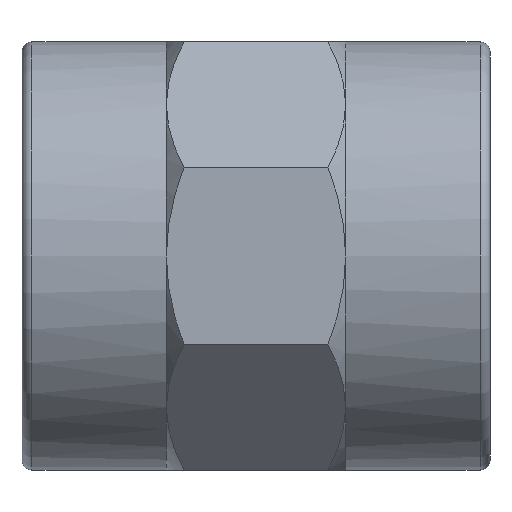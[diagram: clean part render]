
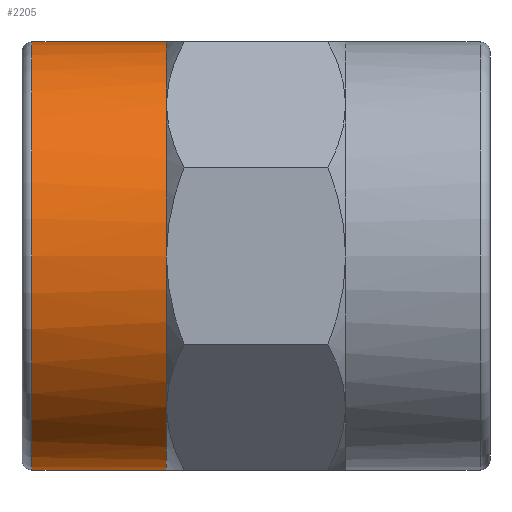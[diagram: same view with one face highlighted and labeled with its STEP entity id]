
A CAD part, front view. The second image highlights one B-rep face of the part: STEP entity #2205.
In plain terms, the highlighted cylindrical face has radius 21.5 mm (diameter 43 mm), a partial arc.
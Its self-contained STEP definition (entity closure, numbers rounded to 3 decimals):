
#70 = CARTESIAN_POINT ( 'NONE',  ( 1., 0., 0. ) ) ;
#71 = DIRECTION ( 'NONE',  ( 1., 0., 0. ) ) ;
#72 = DIRECTION ( 'NONE',  ( 0., 0., 1. ) ) ;
#73 = CARTESIAN_POINT ( 'NONE',  ( 14.5, 0., 0. ) ) ;
#74 = DIRECTION ( 'NONE',  ( 1., 0., 0. ) ) ;
#75 = DIRECTION ( 'NONE',  ( 0., 0., -1. ) ) ;
#76 = CARTESIAN_POINT ( 'NONE',  ( 14.5, 0., 0. ) ) ;
#77 = DIRECTION ( 'NONE',  ( 1., 0., 0. ) ) ;
#78 = DIRECTION ( 'NONE',  ( 0., 0., -1. ) ) ;
#79 = CARTESIAN_POINT ( 'NONE',  ( 14.5, 0., 0. ) ) ;
#80 = DIRECTION ( 'NONE',  ( 1., 0., 0. ) ) ;
#81 = DIRECTION ( 'NONE',  ( 0., 0., -1. ) ) ;
#82 = CARTESIAN_POINT ( 'NONE',  ( 14.5, 0., 0. ) ) ;
#83 = DIRECTION ( 'NONE',  ( 1., 0., 0. ) ) ;
#84 = DIRECTION ( 'NONE',  ( 0., 0., -1. ) ) ;
#2103 = EDGE_CURVE ( 'NONE', #10795, #10805, #11119, .T. ) ;
#2104 = EDGE_CURVE ( 'NONE', #10545, #10817, #11118, .T. ) ;
#2105 = EDGE_CURVE ( 'NONE', #10542, #10545, #11126, .T. ) ;
#2106 = EDGE_CURVE ( 'NONE', #10540, #10542, #11130, .T. ) ;
#2107 = EDGE_CURVE ( 'NONE', #10797, #10540, #11131, .T. ) ;
#2205 = ADVANCED_FACE ( 'NONE', ( #8770 ), #8772, .T. ) ;
#2210 = EDGE_CURVE ( 'NONE', #10795, #10797, #8795, .T. ) ;
#2216 = EDGE_CURVE ( 'NONE', #10805, #10817, #8810, .T. ) ;
#5276 = VECTOR ( 'NONE', #8797, 1000. ) ;
#5289 = AXIS2_PLACEMENT_3D ( 'NONE', #8771, #8767, #8773 ) ;
#5299 = VECTOR ( 'NONE', #8815, 1000. ) ;
#8767 = DIRECTION ( 'NONE',  ( 1., 0., 0. ) ) ;
#8770 = FACE_OUTER_BOUND ( 'NONE', #10373, .T. ) ;
#8771 = CARTESIAN_POINT ( 'NONE',  ( 0., 0., 0. ) ) ;
#8772 = CYLINDRICAL_SURFACE ( 'NONE', #5289, 21.5 ) ;
#8773 = DIRECTION ( 'NONE',  ( 0., 0., -1. ) ) ;
#8795 = LINE ( 'NONE', #8796, #5276 ) ;
#8796 = CARTESIAN_POINT ( 'NONE',  ( 0., 0., 21.5 ) ) ;
#8797 = DIRECTION ( 'NONE',  ( 1., 0., 0. ) ) ;
#8810 = LINE ( 'NONE', #8814, #5299 ) ;
#8814 = CARTESIAN_POINT ( 'NONE',  ( 0., 0., -21.5 ) ) ;
#8815 = DIRECTION ( 'NONE',  ( 1., 0., 0. ) ) ;
#9420 = CARTESIAN_POINT ( 'NONE',  ( 1., 0., 21.5 ) ) ;
#9504 = CARTESIAN_POINT ( 'NONE',  ( 1., 0., -21.5 ) ) ;
#9528 = CARTESIAN_POINT ( 'NONE',  ( 14.5, -15.203, 15.203 ) ) ;
#9530 = CARTESIAN_POINT ( 'NONE',  ( 14.5, -21.5, 0. ) ) ;
#9533 = CARTESIAN_POINT ( 'NONE',  ( 14.5, -15.203, -15.203 ) ) ;
#9544 = CARTESIAN_POINT ( 'NONE',  ( 14.5, 0., 21.5 ) ) ;
#9561 = CARTESIAN_POINT ( 'NONE',  ( 14.5, 0., -21.5 ) ) ;
#10373 = EDGE_LOOP ( 'NONE', ( #10653, #10654, #10655, #10656, #10657, #10658, #10659 ) ) ;
#10540 = VERTEX_POINT ( 'NONE', #9528 ) ;
#10542 = VERTEX_POINT ( 'NONE', #9530 ) ;
#10545 = VERTEX_POINT ( 'NONE', #9533 ) ;
#10653 = ORIENTED_EDGE ( 'NONE', *, *, #2210, .F. ) ;
#10654 = ORIENTED_EDGE ( 'NONE', *, *, #2103, .T. ) ;
#10655 = ORIENTED_EDGE ( 'NONE', *, *, #2216, .T. ) ;
#10656 = ORIENTED_EDGE ( 'NONE', *, *, #2104, .F. ) ;
#10657 = ORIENTED_EDGE ( 'NONE', *, *, #2105, .F. ) ;
#10658 = ORIENTED_EDGE ( 'NONE', *, *, #2106, .F. ) ;
#10659 = ORIENTED_EDGE ( 'NONE', *, *, #2107, .F. ) ;
#10795 = VERTEX_POINT ( 'NONE', #9420 ) ;
#10797 = VERTEX_POINT ( 'NONE', #9544 ) ;
#10805 = VERTEX_POINT ( 'NONE', #9504 ) ;
#10817 = VERTEX_POINT ( 'NONE', #9561 ) ;
#11118 = CIRCLE ( 'NONE', #11129, 21.5 ) ;
#11119 = CIRCLE ( 'NONE', #11128, 21.5 ) ;
#11126 = CIRCLE ( 'NONE', #11133, 21.5 ) ;
#11128 = AXIS2_PLACEMENT_3D ( 'NONE', #70, #71, #72 ) ;
#11129 = AXIS2_PLACEMENT_3D ( 'NONE', #73, #74, #75 ) ;
#11130 = CIRCLE ( 'NONE', #11134, 21.5 ) ;
#11131 = CIRCLE ( 'NONE', #11135, 21.5 ) ;
#11133 = AXIS2_PLACEMENT_3D ( 'NONE', #76, #77, #78 ) ;
#11134 = AXIS2_PLACEMENT_3D ( 'NONE', #79, #80, #81 ) ;
#11135 = AXIS2_PLACEMENT_3D ( 'NONE', #82, #83, #84 ) ;
